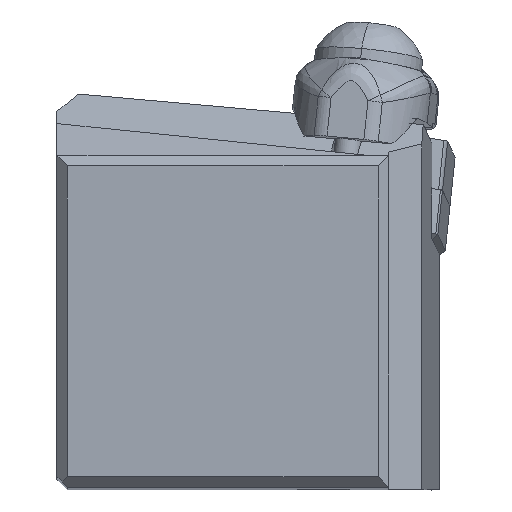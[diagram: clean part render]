
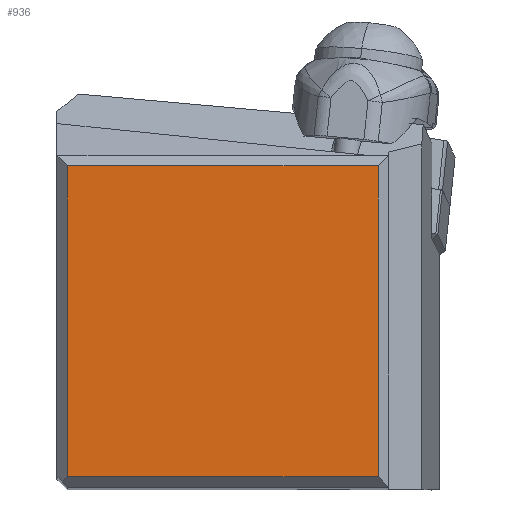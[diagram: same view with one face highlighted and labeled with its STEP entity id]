
A CAD part, top view. The second image highlights one B-rep face of the part: STEP entity #936.
In plain terms, the highlighted planar face has unit normal (0, 0, 1).
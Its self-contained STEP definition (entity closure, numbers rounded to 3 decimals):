
#674=FACE_OUTER_BOUND('',#1311,.T.);
#936=ADVANCED_FACE('',(#674),#1032,.T.);
#1032=PLANE('',#5404);
#1311=EDGE_LOOP('',(#2691,#2692,#2693,#2694));
#2691=ORIENTED_EDGE('',*,*,#3392,.T.);
#2692=ORIENTED_EDGE('',*,*,#3990,.F.);
#2693=ORIENTED_EDGE('',*,*,#3991,.T.);
#2694=ORIENTED_EDGE('',*,*,#3394,.T.);
#2882=VERTEX_POINT('',#6956);
#2883=VERTEX_POINT('',#6958);
#2884=VERTEX_POINT('',#6962);
#3264=VERTEX_POINT('',#12051);
#3392=EDGE_CURVE('',#2883,#2882,#4440,.T.);
#3394=EDGE_CURVE('',#2884,#2883,#4442,.T.);
#3990=EDGE_CURVE('',#3264,#2882,#4618,.T.);
#3991=EDGE_CURVE('',#3264,#2884,#4619,.T.);
#4440=LINE('',#6957,#4697);
#4442=LINE('',#6961,#4699);
#4618=LINE('',#12052,#4875);
#4619=LINE('',#12054,#4876);
#4697=VECTOR('',#5661,1.);
#4699=VECTOR('',#5665,1.);
#4875=VECTOR('',#6619,1.);
#4876=VECTOR('',#6622,1.);
#5404=AXIS2_PLACEMENT_3D('',#12055,#6623,#6624);
#5661=DIRECTION('',(0.,1.,0.));
#5665=DIRECTION('',(1.,0.,0.));
#6619=DIRECTION('',(1.,0.,0.));
#6622=DIRECTION('',(0.,-1.,0.));
#6623=DIRECTION('',(0.,0.,1.));
#6624=DIRECTION('',(1.,0.,0.));
#6956=CARTESIAN_POINT('',(30.75,30.75,0.));
#6957=CARTESIAN_POINT('',(30.75,1.,0.));
#6958=CARTESIAN_POINT('',(30.75,1.,0.));
#6961=CARTESIAN_POINT('',(1.,1.,0.));
#6962=CARTESIAN_POINT('',(1.,1.,0.));
#12051=CARTESIAN_POINT('',(1.,30.75,0.));
#12052=CARTESIAN_POINT('',(1.,30.75,0.));
#12054=CARTESIAN_POINT('',(1.,30.75,0.));
#12055=CARTESIAN_POINT('',(15.875,15.875,0.));
